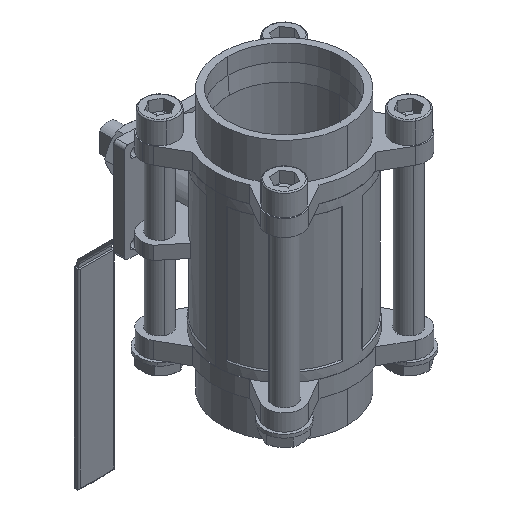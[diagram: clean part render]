
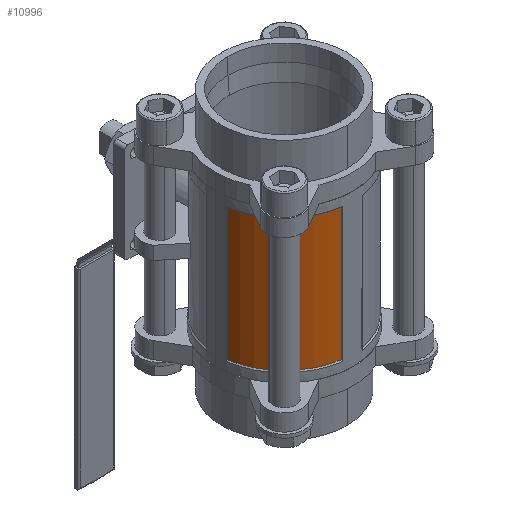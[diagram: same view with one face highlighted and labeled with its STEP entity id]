
A CAD part, isometric view. The second image highlights one B-rep face of the part: STEP entity #10996.
In plain terms, the highlighted cylindrical face has radius 61.5 mm (diameter 123 mm), a partial arc.
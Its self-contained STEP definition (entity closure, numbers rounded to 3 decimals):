
#9 = CIRCLE ( 'NONE', #13726, 61.5 ) ;
#1781 = CARTESIAN_POINT ( 'NONE',  ( -60.838, -9., -500000. ) ) ;
#1788 = CARTESIAN_POINT ( 'NONE',  ( -9., -60.838, -500000. ) ) ;
#1790 = DIRECTION ( 'NONE',  ( 0., 0., 1. ) ) ;
#1791 = DIRECTION ( 'NONE',  ( 0., 0., 1. ) ) ;
#1807 = CARTESIAN_POINT ( 'NONE',  ( 0., 0., 60. ) ) ;
#1808 = DIRECTION ( 'NONE',  ( 0., 0., 1. ) ) ;
#1809 = DIRECTION ( 'NONE',  ( 1., 0., 0. ) ) ;
#1877 = CARTESIAN_POINT ( 'NONE',  ( 0., 0., -60. ) ) ;
#1878 = DIRECTION ( 'NONE',  ( 0., 0., 1. ) ) ;
#1879 = DIRECTION ( 'NONE',  ( 1., 0., 0. ) ) ;
#6122 = CIRCLE ( 'NONE', #13724, 61.5 ) ;
#6227 = VECTOR ( 'NONE', #1791, 1000. ) ;
#6257 = VECTOR ( 'NONE', #1790, 1000. ) ;
#6272 = LINE ( 'NONE', #1788, #6257 ) ;
#8333 = ORIENTED_EDGE ( 'NONE', *, *, #11760, .F. ) ;
#8400 = ORIENTED_EDGE ( 'NONE', *, *, #11781, .T. ) ;
#8519 = ORIENTED_EDGE ( 'NONE', *, *, #11765, .F. ) ;
#8629 = ORIENTED_EDGE ( 'NONE', *, *, #11759, .T. ) ;
#9250 = EDGE_LOOP ( 'NONE', ( #8519, #8333, #8400, #8629 ) ) ;
#10032 = CARTESIAN_POINT ( 'NONE',  ( 0., 0., 0. ) ) ;
#10117 = DIRECTION ( 'NONE',  ( 1., 0., 0. ) ) ;
#10130 = DIRECTION ( 'NONE',  ( 0., 0., 1. ) ) ;
#10550 = VERTEX_POINT ( 'NONE', #12350 ) ;
#10564 = VERTEX_POINT ( 'NONE', #12405 ) ;
#10580 = VERTEX_POINT ( 'NONE', #12338 ) ;
#10627 = VERTEX_POINT ( 'NONE', #12418 ) ;
#10996 = ADVANCED_FACE ( 'NONE', ( #15813 ), #15819, .T. ) ;
#11759 = EDGE_CURVE ( 'NONE', #10627, #10550, #6272, .T. ) ;
#11760 = EDGE_CURVE ( 'NONE', #10564, #10580, #18860, .T. ) ;
#11765 = EDGE_CURVE ( 'NONE', #10580, #10550, #6122, .T. ) ;
#11781 = EDGE_CURVE ( 'NONE', #10564, #10627, #9, .T. ) ;
#12338 = CARTESIAN_POINT ( 'NONE',  ( -60.838, -9., 60. ) ) ;
#12350 = CARTESIAN_POINT ( 'NONE',  ( -9., -60.838, 60. ) ) ;
#12405 = CARTESIAN_POINT ( 'NONE',  ( -60.838, -9., -60. ) ) ;
#12418 = CARTESIAN_POINT ( 'NONE',  ( -9., -60.838, -60. ) ) ;
#13724 = AXIS2_PLACEMENT_3D ( 'NONE', #1807, #1808, #1809 ) ;
#13726 = AXIS2_PLACEMENT_3D ( 'NONE', #1877, #1878, #1879 ) ;
#15029 = AXIS2_PLACEMENT_3D ( 'NONE', #10032, #10130, #10117 ) ;
#15813 = FACE_OUTER_BOUND ( 'NONE', #9250, .T. ) ;
#15819 = CYLINDRICAL_SURFACE ( 'NONE', #15029, 61.5 ) ;
#18860 = LINE ( 'NONE', #1781, #6227 ) ;
